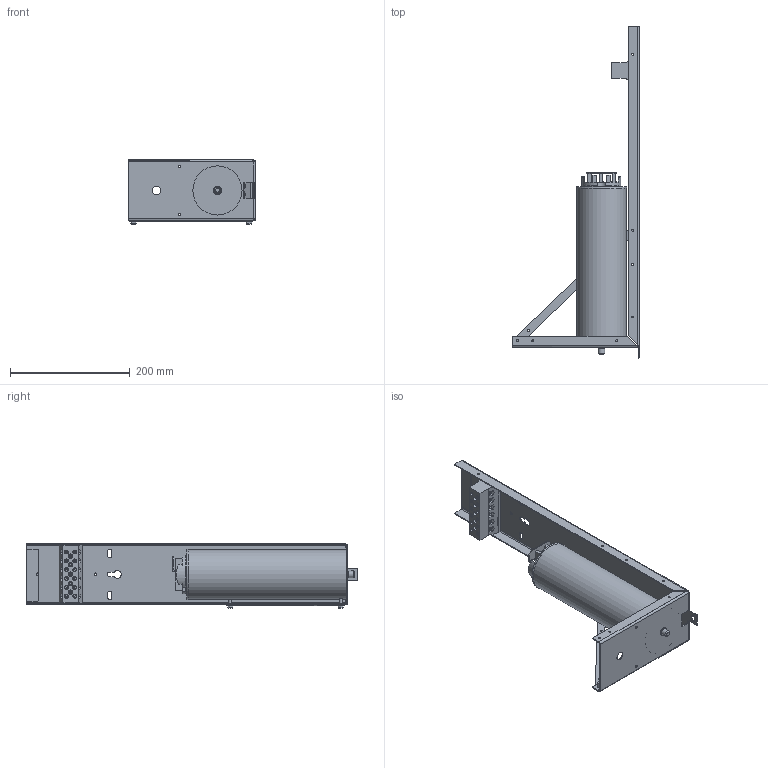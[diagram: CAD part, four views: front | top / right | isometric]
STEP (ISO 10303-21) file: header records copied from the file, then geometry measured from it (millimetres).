
FILE_DESCRIPTION(/* description */ (''),/* implementation_level */ '2;1');
FILE_NAME(/* name */ 'KPCUL015C63.stp',/* time_stamp */ '2020-03-27T13:58:07-05:00',/* author */ ('jnelson'),/* organization */ (''),/* preprocessor_version */ 'ST-DEVELOPER v17',/* originating_system */ 'Autodesk Inventor 2019',/* authorisation */ '');
FILE_SCHEMA (('AUTOMOTIVE_DESIGN { 1 0 10303 214 3 1 1 }'));
Length unit declared in the file: inch
Products named in the file (11): KPCUL015C63; MASTER 600V  ASSEMBLY 2 CAPS HOLE TRAY CURTIS BLOCK; 27943; 27791-A; 27938; 27937; 2555; 25441; 23837; 19324; 28569
Assembly tree (13 placements, depth 3):
  KPCUL015C63
    MASTER 600V  ASSEMBLY 2 CAPS HOLE TRAY CURTIS BLOCK
      27943
      27791-A
      27938  x2
      27937
      2555  x2
      25441  x2
      23837
      19324
    28569
Bounding box: 211.84 x 553.72 x 106.87 mm (x, y, z)
Volume: 1688270.6 mm3; surface area: 356395.1 mm2
Topology: 29 solids, 29 shells, 869 faces, 2260 edges, 1473 vertices
Faces by surface type: plane 623, cylinder 205, bspline 24, torus 16, cone 1
Full cylindrical faces by diameter (mm): 2.794 x3, 3.251 x12, 3.556 x9, 3.683 x2, 3.962 x5, 4.597 x2, 4.724 x2, 4.801 x4, 4.898 x5, 5.08 x12, 5.083 x1, 6.124 x5, 6.35 x5, 6.375 x12, 6.379 x1, 7.341 x5, 8.128 x1, 10.922 x1, 12.7 x2, 14.224 x2, 59.69 x1, 80.33 x1, 82.042 x1
Entity records: 25922 total; most frequent: CARTESIAN_POINT 4726, DIRECTION 4301, ORIENTED_EDGE 4220, EDGE_CURVE 2110, LINE 1465, VECTOR 1465, AXIS2_PLACEMENT_3D 1418, VERTEX_POINT 1381
